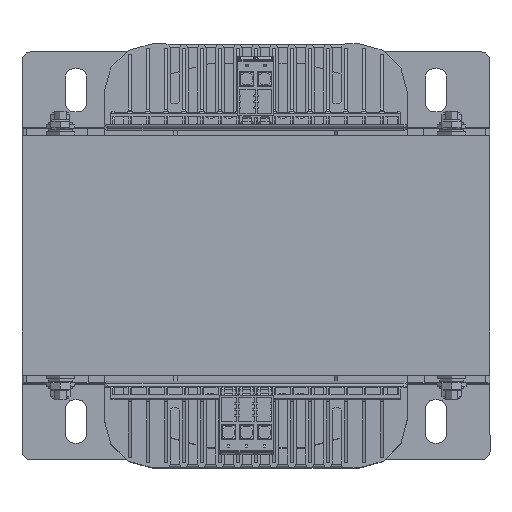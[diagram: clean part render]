
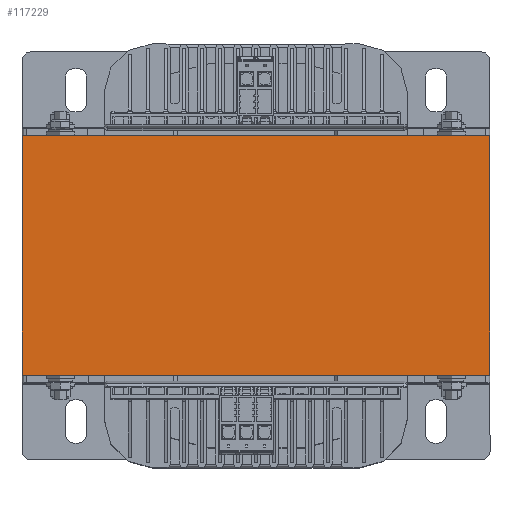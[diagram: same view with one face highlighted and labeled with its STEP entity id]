
A CAD part, top view. The second image highlights one B-rep face of the part: STEP entity #117229.
In plain terms, the highlighted planar face has unit normal (0, 0, 1).
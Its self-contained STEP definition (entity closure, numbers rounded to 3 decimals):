
#6245=FACE_OUTER_BOUND('',#12314,.T.);
#12314=EDGE_LOOP('',(#73135,#73136,#73137,#73138));
#18621=LINE('',#157234,#31812);
#18653=LINE('',#157314,#31844);
#18654=LINE('',#157316,#31845);
#18655=LINE('',#157317,#31846);
#31812=VECTOR('',#130414,1.);
#31844=VECTOR('',#130488,10.);
#31845=VECTOR('',#130489,1.);
#31846=VECTOR('',#130490,1.);
#45003=VERTEX_POINT('',#157232);
#45004=VERTEX_POINT('',#157233);
#45031=VERTEX_POINT('',#157313);
#45032=VERTEX_POINT('',#157315);
#56067=EDGE_CURVE('',#45003,#45004,#18621,.T.);
#56107=EDGE_CURVE('',#45004,#45031,#18653,.T.);
#56108=EDGE_CURVE('',#45031,#45032,#18654,.T.);
#56109=EDGE_CURVE('',#45032,#45003,#18655,.T.);
#73135=ORIENTED_EDGE('',*,*,#56107,.T.);
#73136=ORIENTED_EDGE('',*,*,#56108,.T.);
#73137=ORIENTED_EDGE('',*,*,#56109,.T.);
#73138=ORIENTED_EDGE('',*,*,#56067,.T.);
#107088=PLANE('',#123616);
#117229=ADVANCED_FACE('',(#6245),#107088,.T.);
#123616=AXIS2_PLACEMENT_3D('',#157312,#130486,#130487);
#130414=DIRECTION('',(1.,0.,0.));
#130486=DIRECTION('center_axis',(0.,0.,1.));
#130487=DIRECTION('ref_axis',(0.,-1.,0.));
#130488=DIRECTION('',(0.,1.,0.));
#130489=DIRECTION('',(-1.,0.,0.));
#130490=DIRECTION('',(0.,-1.,0.));
#157232=CARTESIAN_POINT('',(490.1,-68.222,113.5));
#157233=CARTESIAN_POINT('',(685.1,-68.222,113.5));
#157234=CARTESIAN_POINT('',(685.1,-68.222,113.5));
#157312=CARTESIAN_POINT('Origin',(490.1,1.778,113.5));
#157313=CARTESIAN_POINT('',(685.1,31.778,113.5));
#157314=CARTESIAN_POINT('',(685.1,11.778,113.5));
#157315=CARTESIAN_POINT('',(490.1,31.778,113.5));
#157316=CARTESIAN_POINT('',(685.1,31.778,113.5));
#157317=CARTESIAN_POINT('',(490.1,1.778,113.5));
